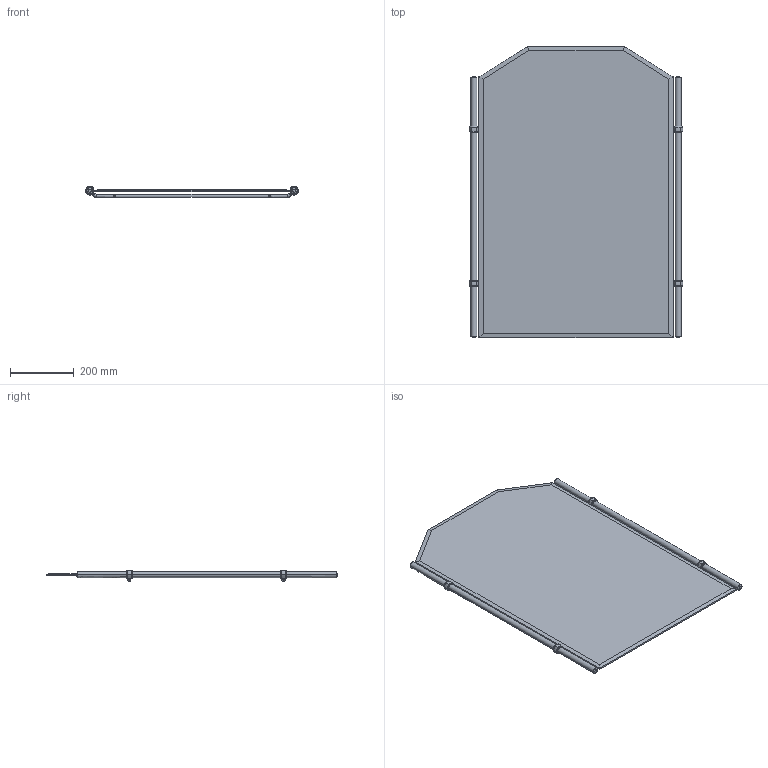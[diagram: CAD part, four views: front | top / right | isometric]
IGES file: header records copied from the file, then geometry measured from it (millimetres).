
Start section:  PTC IGES file: 642.igs
Global section: file name: 642.igs; native system: Creo Parametric by PTC Inc.; preprocessor: 2018400; author: rsmith; organization: Unknown; date: 20210901.094044; units: inch
Bounding box: 670.53 x 914.4 x 34.07 mm (x, y, z)
Surface area: 1252366 mm2 (no closed solid volume)
Topology: 0 solids, 0 shells, 456 faces, 2380 edges, 2372 vertices
Faces by surface type: revolution 314, bspline 142
